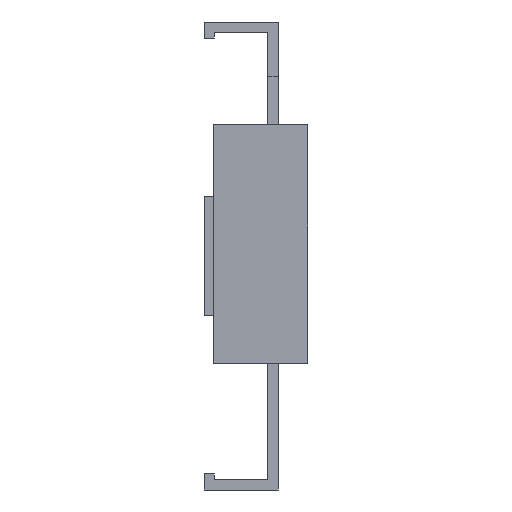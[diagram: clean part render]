
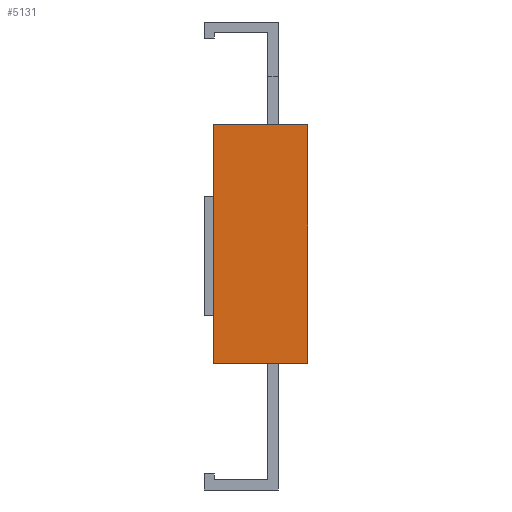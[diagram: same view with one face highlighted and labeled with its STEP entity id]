
A CAD part, left-side view. The second image highlights one B-rep face of the part: STEP entity #5131.
In plain terms, the highlighted planar face has unit normal (-1, 0, 0).
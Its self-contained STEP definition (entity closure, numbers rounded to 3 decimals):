
#474=FACE_OUTER_BOUND('',#779,.T.);
#779=EDGE_LOOP('',(#3518,#3519,#3520,#3521));
#1157=LINE('',#7758,#1723);
#1158=LINE('',#7760,#1724);
#1159=LINE('',#7762,#1725);
#1160=LINE('',#7763,#1726);
#1723=VECTOR('',#6209,10.);
#1724=VECTOR('',#6210,10.);
#1725=VECTOR('',#6211,10.);
#1726=VECTOR('',#6212,10.);
#2285=VERTEX_POINT('',#7756);
#2286=VERTEX_POINT('',#7757);
#2287=VERTEX_POINT('',#7759);
#2288=VERTEX_POINT('',#7761);
#2769=EDGE_CURVE('',#2285,#2286,#1157,.T.);
#2770=EDGE_CURVE('',#2286,#2287,#1158,.T.);
#2771=EDGE_CURVE('',#2288,#2287,#1159,.T.);
#2772=EDGE_CURVE('',#2285,#2288,#1160,.T.);
#3518=ORIENTED_EDGE('',*,*,#2769,.T.);
#3519=ORIENTED_EDGE('',*,*,#2770,.T.);
#3520=ORIENTED_EDGE('',*,*,#2771,.F.);
#3521=ORIENTED_EDGE('',*,*,#2772,.F.);
#4905=PLANE('',#5661);
#5131=ADVANCED_FACE('',(#474),#4905,.T.);
#5661=AXIS2_PLACEMENT_3D('',#7755,#6207,#6208);
#6207=DIRECTION('center_axis',(-1.,0.,0.));
#6208=DIRECTION('ref_axis',(0.,-1.,0.));
#6209=DIRECTION('',(0.,-1.,0.));
#6210=DIRECTION('',(0.,0.,1.));
#6211=DIRECTION('',(0.,-1.,0.));
#6212=DIRECTION('',(0.,0.,1.));
#7755=CARTESIAN_POINT('Origin',(-32.,10.,-18.));
#7756=CARTESIAN_POINT('',(-32.,10.,-18.));
#7757=CARTESIAN_POINT('',(-32.,-5.8,-18.));
#7758=CARTESIAN_POINT('',(-32.,10.,-18.));
#7759=CARTESIAN_POINT('',(-32.,-5.8,22.));
#7760=CARTESIAN_POINT('',(-32.,-5.8,-18.));
#7761=CARTESIAN_POINT('',(-32.,10.,22.));
#7762=CARTESIAN_POINT('',(-32.,10.,22.));
#7763=CARTESIAN_POINT('',(-32.,10.,-18.));
